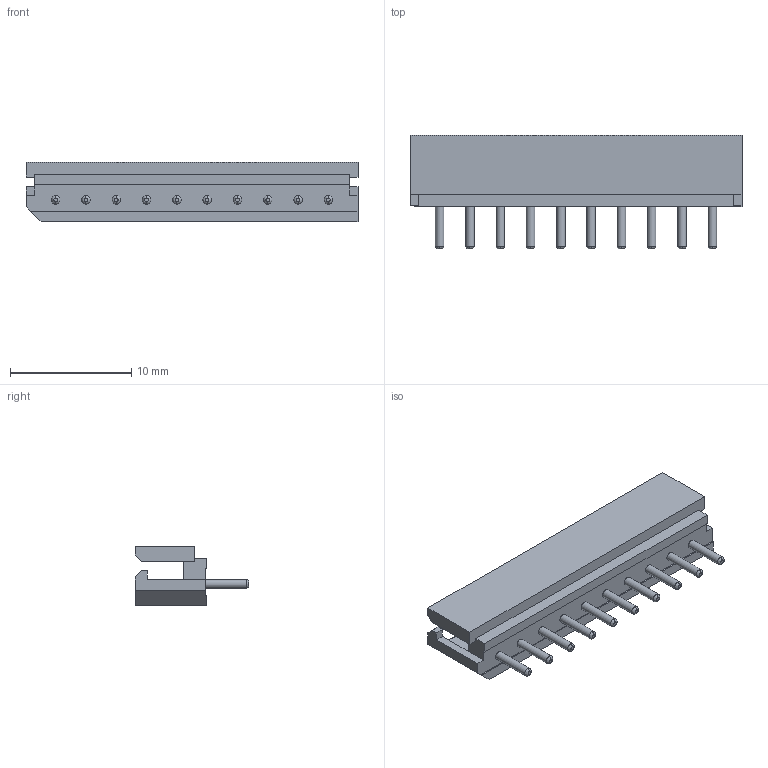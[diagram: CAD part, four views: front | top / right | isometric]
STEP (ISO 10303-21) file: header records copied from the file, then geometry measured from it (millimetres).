
FILE_DESCRIPTION( ( 'STEP AP214' ), '1' );
FILE_NAME( 'psolqas12265573210.stp', '2019-07-17T10:26:55', ( '' ), ( '' ), ' ', 'PARTsolutions', ' ' );
FILE_SCHEMA( ( 'AUTOMOTIVE_DESIGN { 1 0 10303 214 1 1 1 1 }' ) );
Length unit declared in the file: metre
Products named in the file (1): 1
Bounding box: 27.4 x 9.4 x 4.9 mm (x, y, z)
Volume: 413.5 mm3; surface area: 1024.6 mm2
Topology: 1 solids, 1 shells, 159 faces, 367 edges, 230 vertices
Faces by surface type: plane 99, bspline 40, cylinder 20
Full cylindrical faces by diameter (mm): 0.7 x20
Entity records: 5324 total; most frequent: CARTESIAN_POINT 1817, DIRECTION 727, ORIENTED_EDGE 694, EDGE_CURVE 347, AXIS2_PLACEMENT_3D 260, VERTEX_POINT 230, LINE 207, VECTOR 207
